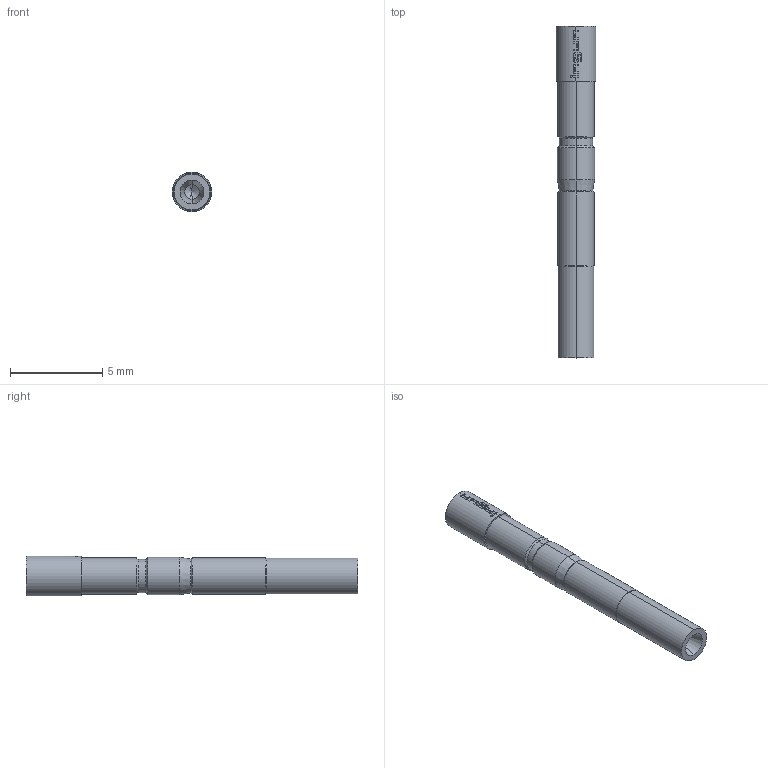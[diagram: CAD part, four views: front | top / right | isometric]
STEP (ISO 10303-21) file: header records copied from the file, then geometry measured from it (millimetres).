
FILE_DESCRIPTION (( 'STEP AP203' ), '1' );
FILE_NAME ('INGUN_KT-254_L3_E03.STEP', '2022-04-26T08:53:14', ( 'ochi' ), ( '' ), 'SwSTEP 2.0', 'SolidWorks 2018', '' );
FILE_SCHEMA (( 'CONFIG_CONTROL_DESIGN' ));
Length unit declared in the file: millimetre
Products named in the file (1): INGUN_KT-254_L3_E03
Bounding box: 2.15 x 18 x 2.15 mm (x, y, z)
Volume: 51.4 mm3; surface area: 140.2 mm2
Topology: 1 solids, 1 shells, 108 faces, 286 edges, 180 vertices
Faces by surface type: bspline 43, cylinder 35, cone 18, plane 12
Entity records: 4806 total; most frequent: CARTESIAN_POINT 2561, ORIENTED_EDGE 564, EDGE_CURVE 282, DIRECTION 260, B_SPLINE_CURVE_WITH_KNOTS 192, VERTEX_POINT 180, EDGE_LOOP 112, ADVANCED_FACE 108
